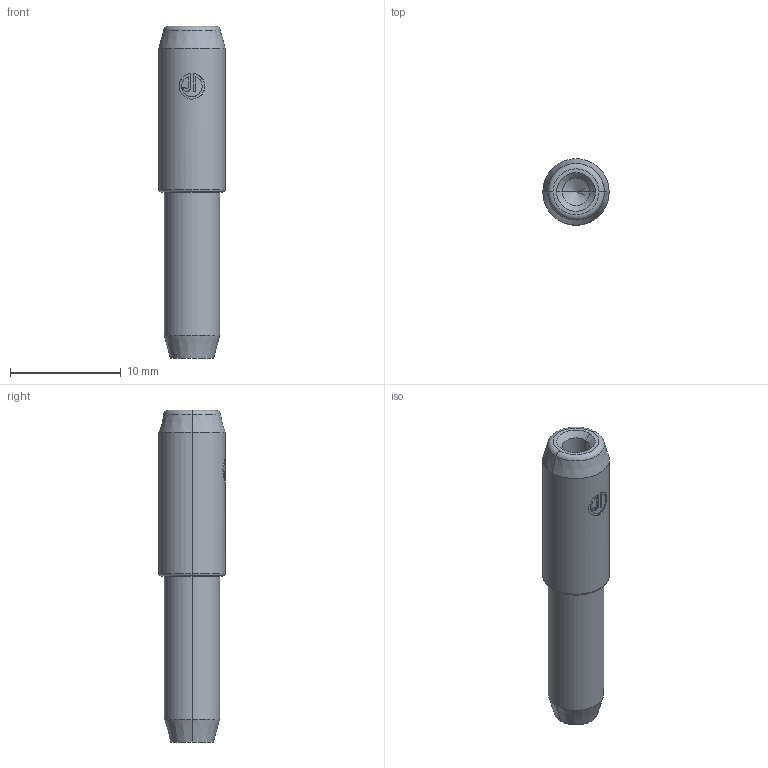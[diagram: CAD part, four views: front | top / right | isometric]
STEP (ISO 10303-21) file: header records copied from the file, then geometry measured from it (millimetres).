
FILE_DESCRIPTION (( 'STEP AP214' ), '1' );
FILE_NAME ('TSM-D6-L30.step', '2021-09-14T03:10:25', ( 'User' ), ( 'china' ), 'SwSTEP 2.0', 'SolidWorks 2016', '' );
FILE_SCHEMA (( 'AUTOMOTIVE_DESIGN' ));
Length unit declared in the file: millimetre
Products named in the file (1): TSM-D6-L30
Bounding box: 6 x 6 x 30 mm (x, y, z)
Volume: 661.4 mm3; surface area: 609.9 mm2
Topology: 1 solids, 1 shells, 41 faces, 96 edges, 59 vertices
Faces by surface type: cylinder 18, plane 11, cone 8, torus 4
Entity records: 1374 total; most frequent: CARTESIAN_POINT 415, ORIENTED_EDGE 188, DIRECTION 184, EDGE_CURVE 94, AXIS2_PLACEMENT_3D 72, VERTEX_POINT 59, EDGE_LOOP 45, FACE_OUTER_BOUND 41
